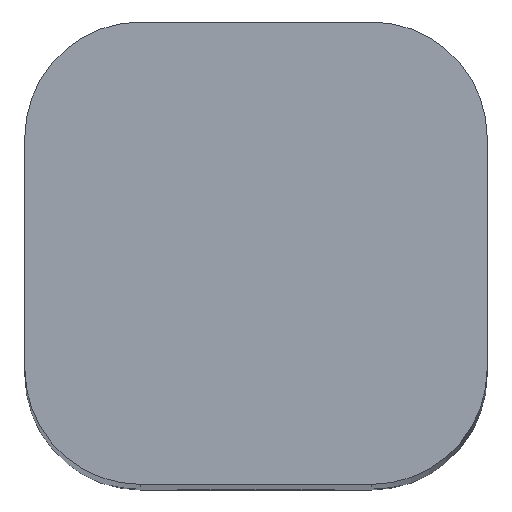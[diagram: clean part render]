
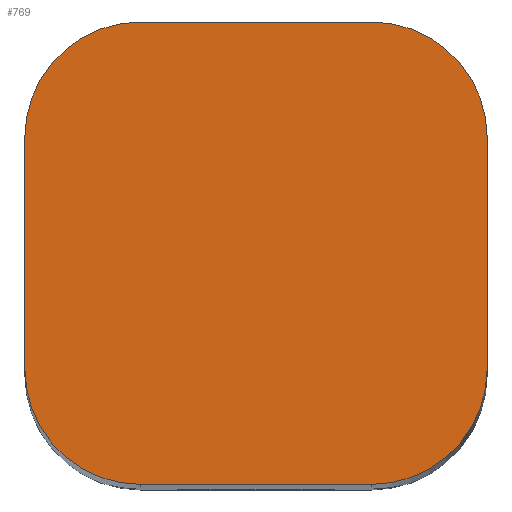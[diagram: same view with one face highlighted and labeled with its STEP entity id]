
A CAD part, top view. The second image highlights one B-rep face of the part: STEP entity #769.
In plain terms, the highlighted planar face has unit normal (0, 0, 1).
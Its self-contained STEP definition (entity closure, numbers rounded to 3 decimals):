
#2 = CARTESIAN_POINT ( 'NONE',  ( -10., -5., 140. ) ) ;
#30 = CARTESIAN_POINT ( 'NONE',  ( -5., 5., 140. ) ) ;
#31 = CARTESIAN_POINT ( 'NONE',  ( 10., 5., 140. ) ) ;
#32 = ORIENTED_EDGE ( 'NONE', *, *, #561, .T. ) ;
#54 = CARTESIAN_POINT ( 'NONE',  ( -5., 10., 140. ) ) ;
#55 = ORIENTED_EDGE ( 'NONE', *, *, #710, .T. ) ;
#56 = CARTESIAN_POINT ( 'NONE',  ( -5., -5., 140. ) ) ;
#60 = DIRECTION ( 'NONE',  ( 0., 0., 1. ) ) ;
#91 = AXIS2_PLACEMENT_3D ( 'NONE', #30, #161, #560 ) ;
#132 = VECTOR ( 'NONE', #473, 1000. ) ;
#161 = DIRECTION ( 'NONE',  ( 0., 0., 1. ) ) ;
#162 = DIRECTION ( 'NONE',  ( 1., 0., 0. ) ) ;
#177 = CARTESIAN_POINT ( 'NONE',  ( 10., -5., 140. ) ) ;
#178 = VECTOR ( 'NONE', #709, 1000. ) ;
#181 = CARTESIAN_POINT ( 'NONE',  ( -10., -5., 140. ) ) ;
#183 = VERTEX_POINT ( 'NONE', #177 ) ;
#191 = VECTOR ( 'NONE', #759, 1000. ) ;
#194 = DIRECTION ( 'NONE',  ( 0., 0., 1. ) ) ;
#196 = ORIENTED_EDGE ( 'NONE', *, *, #641, .T. ) ;
#198 = EDGE_CURVE ( 'NONE', #535, #729, #553, .T. ) ;
#215 = CARTESIAN_POINT ( 'NONE',  ( 5., -10., 140. ) ) ;
#225 = EDGE_CURVE ( 'NONE', #314, #183, #230, .T. ) ;
#230 = CIRCLE ( 'NONE', #770, 5. ) ;
#236 = VERTEX_POINT ( 'NONE', #31 ) ;
#259 = VERTEX_POINT ( 'NONE', #54 ) ;
#267 = AXIS2_PLACEMENT_3D ( 'NONE', #449, #60, #571 ) ;
#313 = DIRECTION ( 'NONE',  ( -1., 0., 0. ) ) ;
#314 = VERTEX_POINT ( 'NONE', #215 ) ;
#319 = CIRCLE ( 'NONE', #566, 5. ) ;
#331 = FACE_OUTER_BOUND ( 'NONE', #619, .T. ) ;
#341 = CARTESIAN_POINT ( 'NONE',  ( 5., -5., 140. ) ) ;
#408 = VERTEX_POINT ( 'NONE', #537 ) ;
#420 = ORIENTED_EDGE ( 'NONE', *, *, #488, .T. ) ;
#438 = VERTEX_POINT ( 'NONE', #526 ) ;
#446 = LINE ( 'NONE', #574, #178 ) ;
#449 = CARTESIAN_POINT ( 'NONE',  ( 5., 5., 140. ) ) ;
#450 = CIRCLE ( 'NONE', #91, 5. ) ;
#473 = DIRECTION ( 'NONE',  ( 0., 1., 0. ) ) ;
#488 = EDGE_CURVE ( 'NONE', #259, #535, #450, .T. ) ;
#505 = EDGE_CURVE ( 'NONE', #438, #314, #631, .T. ) ;
#526 = CARTESIAN_POINT ( 'NONE',  ( -5., -10., 140. ) ) ;
#535 = VERTEX_POINT ( 'NONE', #677 ) ;
#537 = CARTESIAN_POINT ( 'NONE',  ( 5., 10., 140. ) ) ;
#549 = ORIENTED_EDGE ( 'NONE', *, *, #198, .T. ) ;
#553 = LINE ( 'NONE', #181, #191 ) ;
#560 = DIRECTION ( 'NONE',  ( -1., 0., 0. ) ) ;
#561 = EDGE_CURVE ( 'NONE', #236, #408, #838, .T. ) ;
#566 = AXIS2_PLACEMENT_3D ( 'NONE', #56, #194, #313 ) ;
#571 = DIRECTION ( 'NONE',  ( -1., 0., 0. ) ) ;
#574 = CARTESIAN_POINT ( 'NONE',  ( -5., 10., 140. ) ) ;
#589 = PLANE ( 'NONE',  #827 ) ;
#594 = DIRECTION ( 'NONE',  ( 1., 0., 0. ) ) ;
#614 = ORIENTED_EDGE ( 'NONE', *, *, #505, .T. ) ;
#619 = EDGE_LOOP ( 'NONE', ( #665, #55, #32, #737, #420, #549, #196, #614 ) ) ;
#631 = LINE ( 'NONE', #814, #780 ) ;
#641 = EDGE_CURVE ( 'NONE', #729, #438, #319, .T. ) ;
#650 = DIRECTION ( 'NONE',  ( 0., 0., 1. ) ) ;
#665 = ORIENTED_EDGE ( 'NONE', *, *, #225, .T. ) ;
#676 = EDGE_CURVE ( 'NONE', #408, #259, #446, .T. ) ;
#677 = CARTESIAN_POINT ( 'NONE',  ( -10., 5., 140. ) ) ;
#709 = DIRECTION ( 'NONE',  ( -1., 0., 0. ) ) ;
#710 = EDGE_CURVE ( 'NONE', #183, #236, #788, .T. ) ;
#729 = VERTEX_POINT ( 'NONE', #2 ) ;
#733 = CARTESIAN_POINT ( 'NONE',  ( 10., -5., 140. ) ) ;
#737 = ORIENTED_EDGE ( 'NONE', *, *, #676, .T. ) ;
#740 = CARTESIAN_POINT ( 'NONE',  ( 5., -5., 140. ) ) ;
#746 = DIRECTION ( 'NONE',  ( 0., 0., 1. ) ) ;
#749 = DIRECTION ( 'NONE',  ( 1., 0., 0. ) ) ;
#759 = DIRECTION ( 'NONE',  ( 0., -1., 0. ) ) ;
#769 = ADVANCED_FACE ( 'NONE', ( #331 ), #589, .T. ) ;
#770 = AXIS2_PLACEMENT_3D ( 'NONE', #740, #746, #162 ) ;
#780 = VECTOR ( 'NONE', #749, 1000. ) ;
#788 = LINE ( 'NONE', #733, #132 ) ;
#814 = CARTESIAN_POINT ( 'NONE',  ( -5., -10., 140. ) ) ;
#827 = AXIS2_PLACEMENT_3D ( 'NONE', #341, #650, #594 ) ;
#838 = CIRCLE ( 'NONE', #267, 5. ) ;
